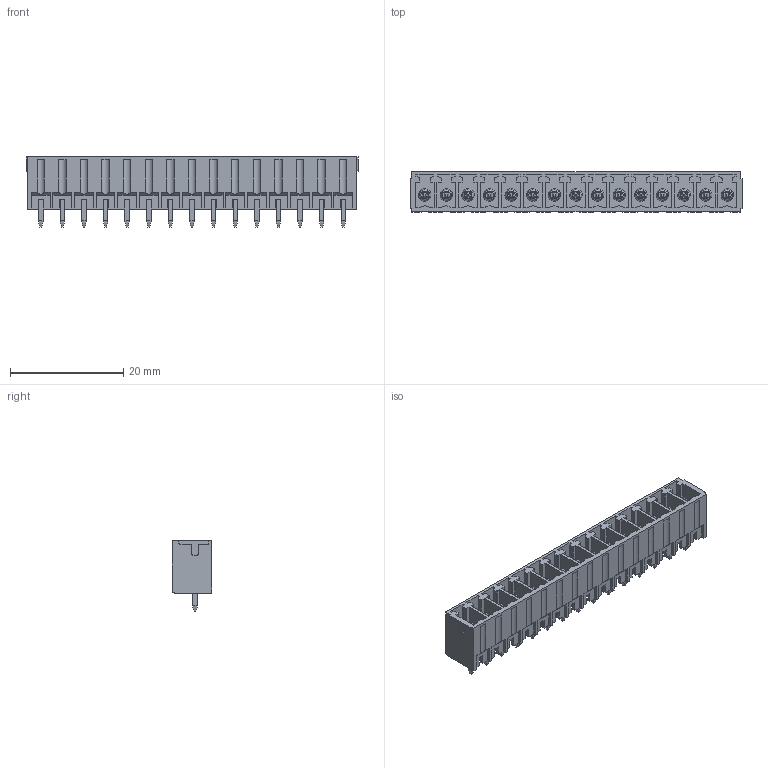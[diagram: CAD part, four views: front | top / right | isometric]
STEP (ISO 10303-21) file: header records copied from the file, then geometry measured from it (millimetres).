
FILE_DESCRIPTION(('CATIA V5 STEP Exchange','CAx-IF Rec.Pracs.--- Model Styling and Organization---1.2---2011-12-15'),'2;1');
FILE_NAME ('D1459834_0', '2018-09-29T05:26:48+00:00', ('none'), ('Weidmueller'), 'CATIA Version 5-6 Release 2014', 'CATIA V5 STEP AP214', 'none');
FILE_SCHEMA(('AUTOMOTIVE_DESIGN { 1 0 10303 214 1 1 1 1 }'));
Length unit declared in the file: millimetre
Products named in the file (1): 1943130000
Bounding box: 58.54 x 7.05 x 12.4 mm (x, y, z)
Volume: 1656.4 mm3; surface area: 5376.2 mm2
Topology: 16 solids, 16 shells, 1130 faces, 3233 edges, 2180 vertices
Faces by surface type: plane 821, cylinder 249, cone 30, torus 30
Entity records: 34266 total; most frequent: CARTESIAN_POINT 6753, ORIENTED_EDGE 6466, DIRECTION 4390, EDGE_CURVE 3233, VECTOR 2555, LINE 2555, VERTEX_POINT 2180, EDGE_LOOP 1205
